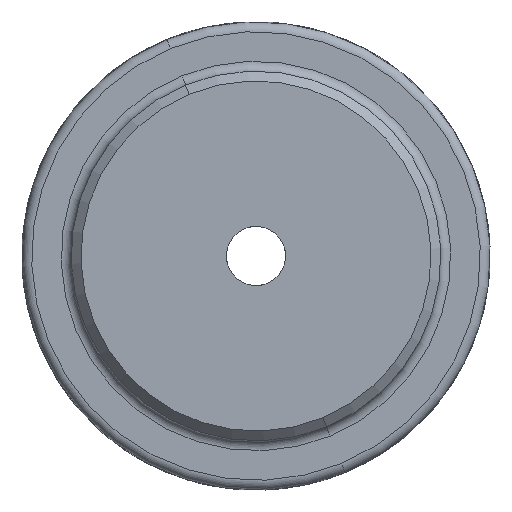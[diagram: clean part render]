
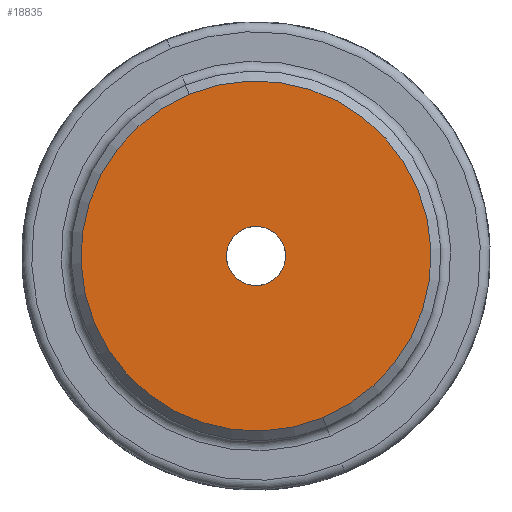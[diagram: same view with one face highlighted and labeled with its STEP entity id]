
A CAD part, left-side view. The second image highlights one B-rep face of the part: STEP entity #18835.
In plain terms, the highlighted face is planar.
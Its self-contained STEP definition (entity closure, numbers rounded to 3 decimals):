
#18117=CARTESIAN_POINT('',(0.,0.,0.));
#18118=DIRECTION('',(0.,0.,1.));
#18119=DIRECTION('',(-1.,0.,0.));
#18120=AXIS2_PLACEMENT_3D('',#18117,#18118,#18119);
#18122=CARTESIAN_POINT('',(0.,0.,0.));
#18123=DIRECTION('',(0.,0.,1.));
#18124=DIRECTION('',(1.,0.,0.));
#18125=AXIS2_PLACEMENT_3D('',#18122,#18123,#18124);
#18659=CARTESIAN_POINT('',(0.,0.,0.));
#18660=DIRECTION('',(0.,0.,1.));
#18661=DIRECTION('',(-1.,0.,0.));
#18662=AXIS2_PLACEMENT_3D('',#18659,#18660,#18661);
#18668=CARTESIAN_POINT('',(0.,0.,0.));
#18669=DIRECTION('',(0.,0.,1.));
#18670=DIRECTION('',(1.,0.,0.));
#18671=AXIS2_PLACEMENT_3D('',#18668,#18669,#18670);
#18682=CARTESIAN_POINT('',(35.5,0.,0.));
#18683=CARTESIAN_POINT('',(-35.5,0.,0.));
#18684=VERTEX_POINT('',#18682);
#18685=VERTEX_POINT('',#18683);
#18720=CARTESIAN_POINT('',(6.,0.,0.));
#18721=CARTESIAN_POINT('',(-6.,0.,0.));
#18722=VERTEX_POINT('',#18720);
#18723=VERTEX_POINT('',#18721);
#18819=CARTESIAN_POINT('',(0.,0.,0.));
#18820=DIRECTION('',(0.,0.,1.));
#18821=DIRECTION('',(1.,0.,0.));
#18822=AXIS2_PLACEMENT_3D('',#18819,#18820,#18821);
#18823=PLANE('',#18822);
#18825=ORIENTED_EDGE('',*,*,#18824,.T.);
#18826=ORIENTED_EDGE('',*,*,#18808,.T.);
#18827=EDGE_LOOP('',(#18825,#18826));
#18828=FACE_OUTER_BOUND('',#18827,.F.);
#18830=ORIENTED_EDGE('',*,*,#18829,.F.);
#18832=ORIENTED_EDGE('',*,*,#18831,.F.);
#18833=EDGE_LOOP('',(#18830,#18832));
#18834=FACE_BOUND('',#18833,.F.);
#18835=ADVANCED_FACE('',(#18828,#18834),#18823,.F.);
#18121=CIRCLE('',#18120,35.5);
#18126=CIRCLE('',#18125,35.5);
#18663=CIRCLE('',#18662,6.);
#18672=CIRCLE('',#18671,6.);
#18808=EDGE_CURVE('',#18684,#18685,#18126,.T.);
#18824=EDGE_CURVE('',#18685,#18684,#18121,.T.);
#18829=EDGE_CURVE('',#18722,#18723,#18672,.T.);
#18831=EDGE_CURVE('',#18723,#18722,#18663,.T.);
